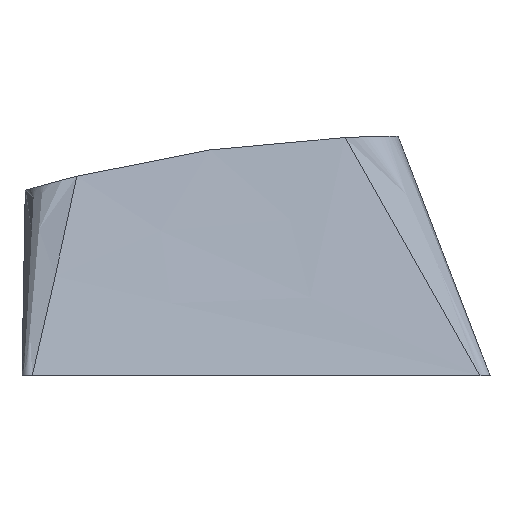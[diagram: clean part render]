
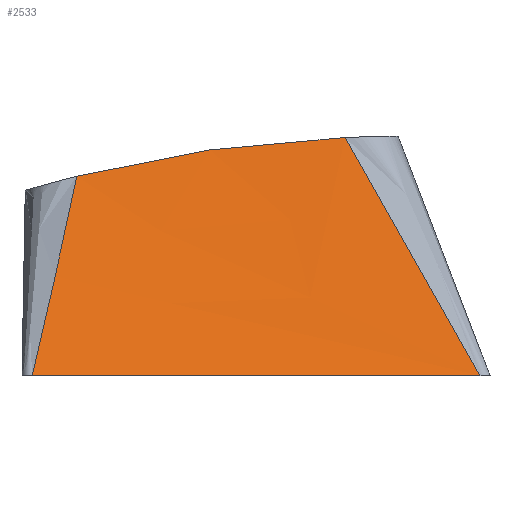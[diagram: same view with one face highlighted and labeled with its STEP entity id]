
A CAD part, left-side view. The second image highlights one B-rep face of the part: STEP entity #2533.
In plain terms, the highlighted free-form (B-spline) face has degree [3, 3] with [4, 4] control points.
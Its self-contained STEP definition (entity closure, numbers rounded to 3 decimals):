
#19=B_SPLINE_SURFACE_WITH_KNOTS('',3,3,((#4654,#4655,#4656,#4657),(#4658,
#4659,#4660,#4661),(#4662,#4663,#4664,#4665),(#4666,#4667,#4668,#4669)),
 .UNSPECIFIED.,.F.,.F.,.F.,(4,4),(4,4),(0.022,0.978),
(0.,1.),.UNSPECIFIED.);
#198=B_SPLINE_CURVE_WITH_KNOTS('',3,(#4375,#4376,#4377,#4378,#4379,#4380),
 .UNSPECIFIED.,.F.,.F.,(4,2,4),(0.208,0.705,0.736),
 .UNSPECIFIED.);
#199=B_SPLINE_CURVE_WITH_KNOTS('',3,(#4382,#4383,#4384,#4385),
 .UNSPECIFIED.,.F.,.F.,(4,4),(0.736,1.264),
 .UNSPECIFIED.);
#205=B_SPLINE_CURVE_WITH_KNOTS('',3,(#4498,#4499,#4500,#4501,#4502,#4503,
#4504,#4505),.UNSPECIFIED.,.F.,.F.,(4,1,1,1,1,4),(0.001,
0.205,0.41,0.662,0.819,
0.883),.UNSPECIFIED.);
#207=B_SPLINE_CURVE_WITH_KNOTS('',3,(#4576,#4577,#4578,#4579,#4580,#4581,
#4582),.UNSPECIFIED.,.F.,.F.,(4,1,1,1,4),(-0.069,0.,0.234,
0.536,1.058),.UNSPECIFIED.);
#322=FACE_OUTER_BOUND('',#487,.T.);
#487=EDGE_LOOP('',(#2117,#2118,#2119,#2120,#2121));
#549=LINE('',#3683,#799);
#799=VECTOR('',#2844,10.);
#1046=VERTEX_POINT('',#3617);
#1047=VERTEX_POINT('',#3682);
#1210=VERTEX_POINT('',#4361);
#1211=VERTEX_POINT('',#4374);
#1212=VERTEX_POINT('',#4381);
#1274=EDGE_CURVE('',#1047,#1046,#549,.T.);
#1520=EDGE_CURVE('',#1210,#1211,#198,.T.);
#1521=EDGE_CURVE('',#1211,#1212,#199,.T.);
#1528=EDGE_CURVE('',#1047,#1210,#205,.T.);
#1530=EDGE_CURVE('',#1212,#1046,#207,.T.);
#2117=ORIENTED_EDGE('',*,*,#1528,.F.);
#2118=ORIENTED_EDGE('',*,*,#1274,.T.);
#2119=ORIENTED_EDGE('',*,*,#1530,.F.);
#2120=ORIENTED_EDGE('',*,*,#1521,.F.);
#2121=ORIENTED_EDGE('',*,*,#1520,.F.);
#2533=ADVANCED_FACE('',(#322),#19,.T.);
#2844=DIRECTION('',(0.,-1.,0.));
#3617=CARTESIAN_POINT('',(0.,0.396,0.));
#3682=CARTESIAN_POINT('',(0.,17.801,0.));
#3683=CARTESIAN_POINT('',(0.,18.2,0.));
#4361=CARTESIAN_POINT('',(3.359,16.07,7.749));
#4374=CARTESIAN_POINT('',(3.477,10.898,8.772));
#4375=CARTESIAN_POINT('Ctrl Pts',(3.359,16.07,7.749));
#4376=CARTESIAN_POINT('Ctrl Pts',(3.437,14.466,8.153));
#4377=CARTESIAN_POINT('Ctrl Pts',(3.473,12.841,8.48));
#4378=CARTESIAN_POINT('Ctrl Pts',(3.477,11.101,8.743));
#4379=CARTESIAN_POINT('Ctrl Pts',(3.477,10.999,8.758));
#4380=CARTESIAN_POINT('Ctrl Pts',(3.477,10.898,8.772));
#4381=CARTESIAN_POINT('',(3.381,5.637,9.258));
#4382=CARTESIAN_POINT('Ctrl Pts',(3.477,10.898,8.772));
#4383=CARTESIAN_POINT('Ctrl Pts',(3.477,9.154,9.025));
#4384=CARTESIAN_POINT('Ctrl Pts',(3.442,7.397,9.187));
#4385=CARTESIAN_POINT('Ctrl Pts',(3.381,5.637,9.258));
#4498=CARTESIAN_POINT('Ctrl Pts',(0.,17.801,
0.));
#4499=CARTESIAN_POINT('Ctrl Pts',(0.266,17.66,0.595));
#4500=CARTESIAN_POINT('Ctrl Pts',(0.797,17.381,1.787));
#4501=CARTESIAN_POINT('Ctrl Pts',(1.644,16.94,3.72));
#4502=CARTESIAN_POINT('Ctrl Pts',(2.42,16.543,5.52));
#4503=CARTESIAN_POINT('Ctrl Pts',(3.008,16.246,6.911));
#4504=CARTESIAN_POINT('Ctrl Pts',(3.28,16.11,7.561));
#4505=CARTESIAN_POINT('Ctrl Pts',(3.359,16.07,7.749));
#4576=CARTESIAN_POINT('Ctrl Pts',(3.381,5.637,9.258));
#4577=CARTESIAN_POINT('Ctrl Pts',(3.31,5.529,9.072));
#4578=CARTESIAN_POINT('Ctrl Pts',(3.,5.053,8.248));
#4579=CARTESIAN_POINT('Ctrl Pts',(2.386,4.107,6.598));
#4580=CARTESIAN_POINT('Ctrl Pts',(1.324,2.463,3.702));
#4581=CARTESIAN_POINT('Ctrl Pts',(0.511,1.195,1.437));
#4582=CARTESIAN_POINT('Ctrl Pts',(0.,0.396,
0.));
#4654=CARTESIAN_POINT('Ctrl Pts',(3.477,3.961,9.777));
#4655=CARTESIAN_POINT('Ctrl Pts',(2.318,2.773,6.518));
#4656=CARTESIAN_POINT('Ctrl Pts',(1.159,1.585,3.259));
#4657=CARTESIAN_POINT('Ctrl Pts',(0.,0.396,
0.));
#4658=CARTESIAN_POINT('Ctrl Pts',(3.477,8.585,9.107));
#4659=CARTESIAN_POINT('Ctrl Pts',(2.318,7.789,6.071));
#4660=CARTESIAN_POINT('Ctrl Pts',(1.159,6.994,3.036));
#4661=CARTESIAN_POINT('Ctrl Pts',(0.,6.198,
0.));
#4662=CARTESIAN_POINT('Ctrl Pts',(3.477,13.209,8.438));
#4663=CARTESIAN_POINT('Ctrl Pts',(2.318,12.806,5.625));
#4664=CARTESIAN_POINT('Ctrl Pts',(1.159,12.403,2.813));
#4665=CARTESIAN_POINT('Ctrl Pts',(0.,12.,
0.));
#4666=CARTESIAN_POINT('Ctrl Pts',(3.477,17.832,7.768));
#4667=CARTESIAN_POINT('Ctrl Pts',(2.318,17.822,5.179));
#4668=CARTESIAN_POINT('Ctrl Pts',(1.159,17.812,2.589));
#4669=CARTESIAN_POINT('Ctrl Pts',(0.,17.801,
0.));
